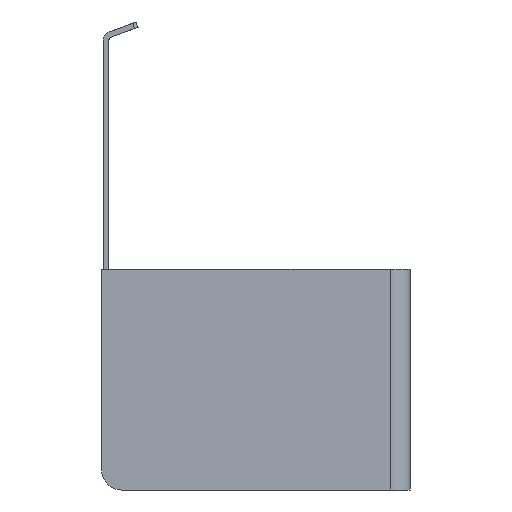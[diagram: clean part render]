
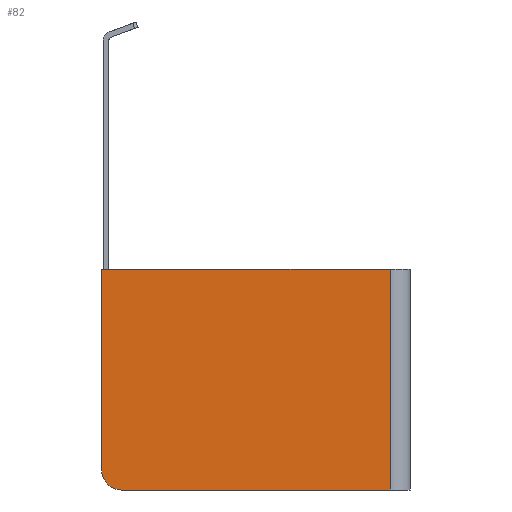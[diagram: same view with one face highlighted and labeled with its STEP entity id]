
A CAD part, left-side view. The second image highlights one B-rep face of the part: STEP entity #82.
In plain terms, the highlighted planar face has unit normal (-1, 0, 0).
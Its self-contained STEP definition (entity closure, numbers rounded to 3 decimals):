
#82=ADVANCED_FACE('',(#149),#150,.T.);
#149=FACE_OUTER_BOUND('',#268,.T.);
#150=PLANE('',#269);
#268=EDGE_LOOP('',(#450,#451,#452,#453,#454));
#269=AXIS2_PLACEMENT_3D('',#455,#456,#457);
#450=ORIENTED_EDGE('',*,*,#865,.T.);
#451=ORIENTED_EDGE('',*,*,#866,.T.);
#452=ORIENTED_EDGE('',*,*,#842,.T.);
#453=ORIENTED_EDGE('',*,*,#867,.T.);
#454=ORIENTED_EDGE('',*,*,#834,.T.);
#455=CARTESIAN_POINT('',(-152.5,-82.,-40.5));
#456=DIRECTION('',(-1.0,0.,0.0));
#457=DIRECTION('',(0.0,0.0,1.0));
#834=EDGE_CURVE('',#989,#987,#990,.T.);
#842=EDGE_CURVE('',#1004,#1005,#1006,.T.);
#865=EDGE_CURVE('',#987,#1041,#1042,.T.);
#866=EDGE_CURVE('',#1041,#1004,#1043,.T.);
#867=EDGE_CURVE('',#1005,#989,#1044,.T.);
#987=VERTEX_POINT('',#1237);
#989=VERTEX_POINT('',#1240);
#990=LINE('',#1241,#1242);
#1004=VERTEX_POINT('',#1260);
#1005=VERTEX_POINT('',#1261);
#1006=LINE('',#1262,#1263);
#1041=VERTEX_POINT('',#1314);
#1042=LINE('',#1315,#1316);
#1043=CIRCLE('',#1317,5.5);
#1044=LINE('',#1318,#1319);
#1237=CARTESIAN_POINT('',(-152.5,2.,-10.5));
#1240=CARTESIAN_POINT('',(-152.5,-76.5,-10.5));
#1241=CARTESIAN_POINT('',(-152.5,-80.03,-10.5));
#1242=VECTOR('',#1574,1000.0);
#1260=CARTESIAN_POINT('',(-152.5,-3.5,-70.5));
#1261=CARTESIAN_POINT('',(-152.5,-76.5,-70.5));
#1262=CARTESIAN_POINT('',(-152.5,-80.03,-70.5));
#1263=VECTOR('',#1588,1000.0);
#1314=CARTESIAN_POINT('',(-152.5,2.,-65.0));
#1315=CARTESIAN_POINT('',(-152.5,2.,-10.5));
#1316=VECTOR('',#1623,1000.0);
#1317=AXIS2_PLACEMENT_3D('',#1624,#1625,#1626);
#1318=CARTESIAN_POINT('',(-152.5,-76.5,-70.5));
#1319=VECTOR('',#1627,1000.0);
#1574=DIRECTION('',(0.,1.0,0.));
#1588=DIRECTION('',(0.,-1.0,0.));
#1623=DIRECTION('',(0.0,0.0,-1.0));
#1624=CARTESIAN_POINT('',(-152.5,-3.5,-65.0));
#1625=DIRECTION('',(-1.0,0.,0.0));
#1626=DIRECTION('',(0.,-1.0,0.0));
#1627=DIRECTION('',(0.0,0.0,1.0));
